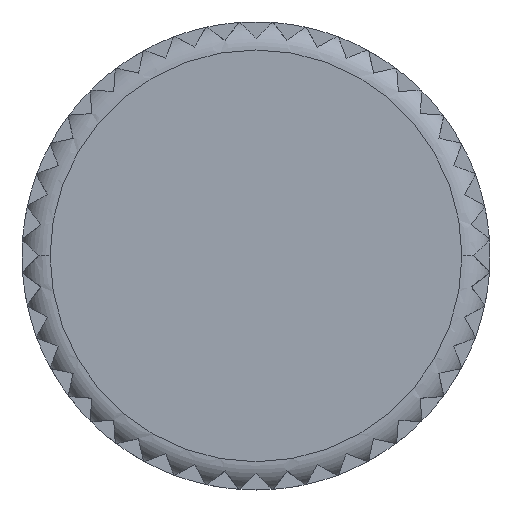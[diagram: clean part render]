
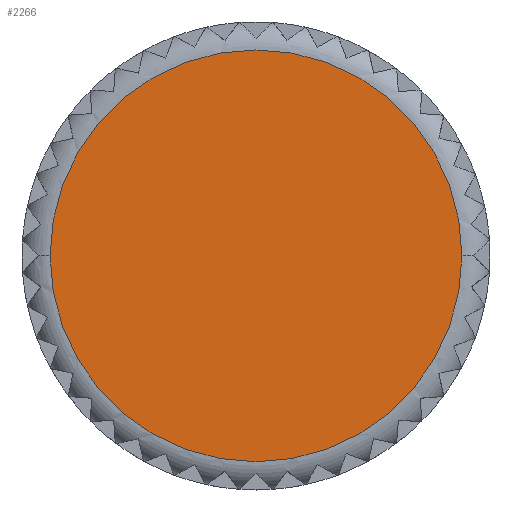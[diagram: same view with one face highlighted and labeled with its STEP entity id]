
A CAD part, top view. The second image highlights one B-rep face of the part: STEP entity #2266.
In plain terms, the highlighted planar face has unit normal (0, 0, 1).
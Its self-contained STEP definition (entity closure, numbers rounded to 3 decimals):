
#1244=VERTEX_POINT('',#3103);
#1482=EDGE_CURVE('',#2440,#1244,#3359,.T.);
#2266=ADVANCED_FACE('',(#4221),#4222,.T.);
#2396=EDGE_CURVE('',#1244,#2440,#4363,.T.);
#2440=VERTEX_POINT('',#4408);
#3103=CARTESIAN_POINT('',(-11.0,0.,22.5));
#3359=CIRCLE('',#5993,11.0);
#4221=FACE_OUTER_BOUND('',#7749,.T.);
#4222=PLANE('',#7750);
#4363=CIRCLE('',#8018,11.0);
#4408=CARTESIAN_POINT('',(11.0,0.,22.5));
#5993=AXIS2_PLACEMENT_3D('',#9325,#9326,#9327);
#7749=EDGE_LOOP('',(#10449,#10450));
#7750=AXIS2_PLACEMENT_3D('',#10451,#10452,#10453);
#8018=AXIS2_PLACEMENT_3D('',#10589,#10590,#10591);
#9325=CARTESIAN_POINT('',(0.0,0.,22.5));
#9326=DIRECTION('',(0.0,0.0,1.0));
#9327=DIRECTION('',(-1.0,0.,0.0));
#10449=ORIENTED_EDGE('',*,*,#2396,.T.);
#10450=ORIENTED_EDGE('',*,*,#1482,.T.);
#10451=CARTESIAN_POINT('',(-5.5,0.,22.5));
#10452=DIRECTION('',(0.0,0.0,1.0));
#10453=DIRECTION('',(-1.0,0.,0.0));
#10589=CARTESIAN_POINT('',(0.0,0.,22.5));
#10590=DIRECTION('',(0.0,0.0,1.0));
#10591=DIRECTION('',(-1.0,0.,0.0));
